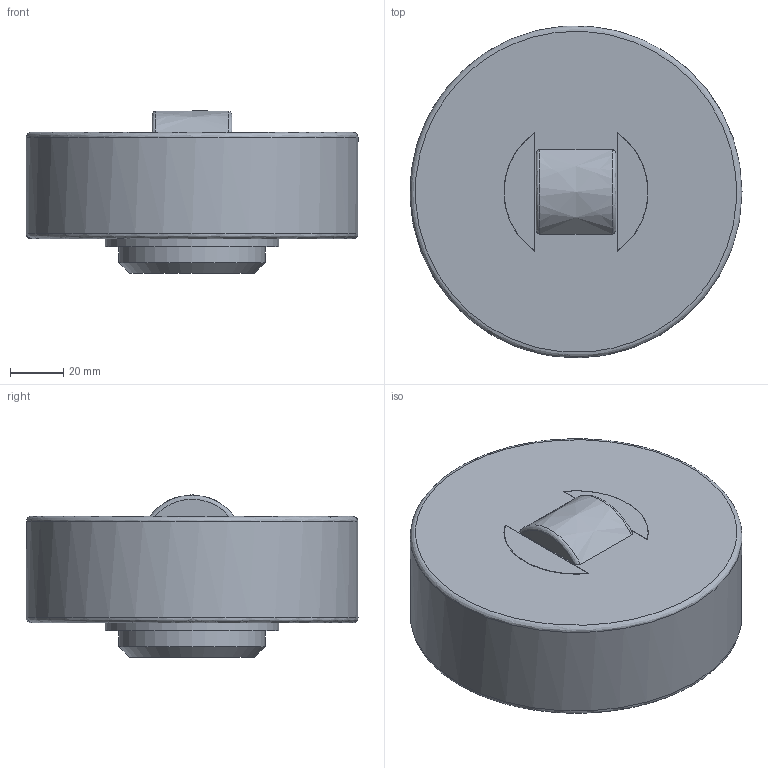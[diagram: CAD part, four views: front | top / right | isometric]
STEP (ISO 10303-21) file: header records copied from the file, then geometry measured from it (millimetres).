
FILE_DESCRIPTION (( 'STEP AP214' ), '1' );
FILE_NAME ('PAS-125.0200-Rollco.step', '2023-04-28T07:44:51', ( '' ), ( '' ), 'SwSTEP 2.0', 'SolidWorks 2010', '' );
FILE_SCHEMA (( 'AUTOMOTIVE_DESIGN' ));
Length unit declared in the file: millimetre
Products named in the file (1): PAS-125.0200-Rollco
Bounding box: 124.57 x 124.57 x 61 mm (x, y, z)
Volume: 526526.3 mm3; surface area: 41795.4 mm2
Topology: 1 solids, 1 shells, 21 faces, 42 edges, 28 vertices
Faces by surface type: plane 10, bspline 5, cone 3, cylinder 2, torus 1
Full cylindrical faces by diameter (mm): 55 x1, 65 x1
Entity records: 809 total; most frequent: CARTESIAN_POINT 304, DIRECTION 66, ORIENTED_EDGE 66, EDGE_CURVE 33, EDGE_LOOP 32, AXIS2_PLACEMENT_3D 30, FACE_OUTER_BOUND 26, VERTEX_POINT 25
